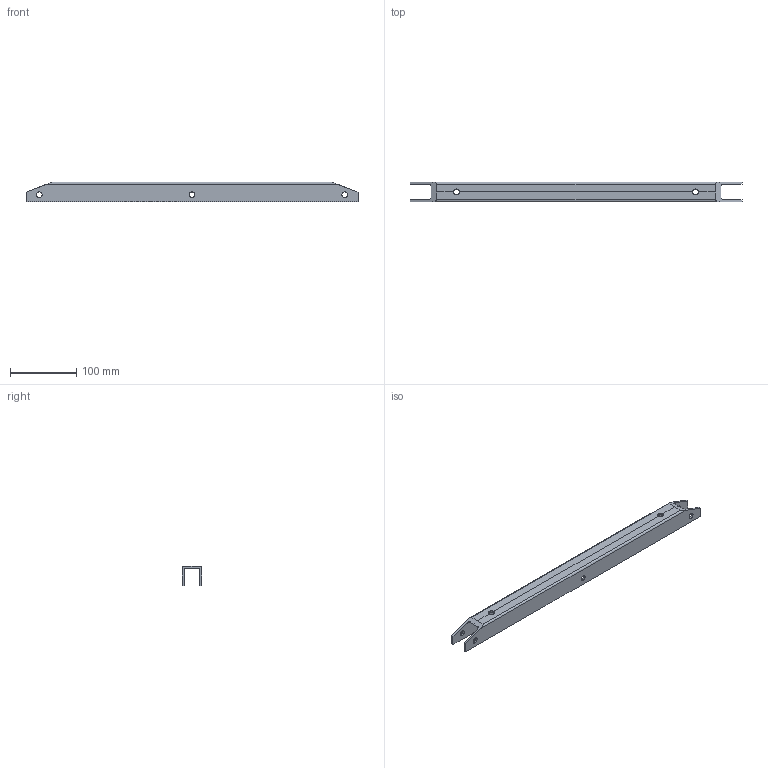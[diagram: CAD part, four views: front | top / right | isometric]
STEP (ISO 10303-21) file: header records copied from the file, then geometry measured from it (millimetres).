
FILE_DESCRIPTION(('CATIA V5 STEP Exchange'),'2;1');
FILE_NAME('Profile C.stp','2023-08-29T16:47:07+00:00',('none'),('none'),'CATIA Version 5 Release 19 SP 2 (IN-10)','CATIA V5 STEP AP203','none');
FILE_SCHEMA(('CONFIG_CONTROL_DESIGN'));
Length unit declared in the file: millimetre
Products named in the file (1): Profile C
Bounding box: 500 x 30 x 30 mm (x, y, z)
Volume: 115874.7 mm3; surface area: 79722.9 mm2
Topology: 1 solids, 1 shells, 36 faces, 106 edges, 68 vertices
Faces by surface type: cylinder 20, plane 16
Entity records: 1304 total; most frequent: CARTESIAN_POINT 355, ORIENTED_EDGE 212, DIRECTION 138, EDGE_CURVE 106, VERTEX_POINT 68, VECTOR 66, LINE 66, AXIS2_PLACEMENT_3D 53
